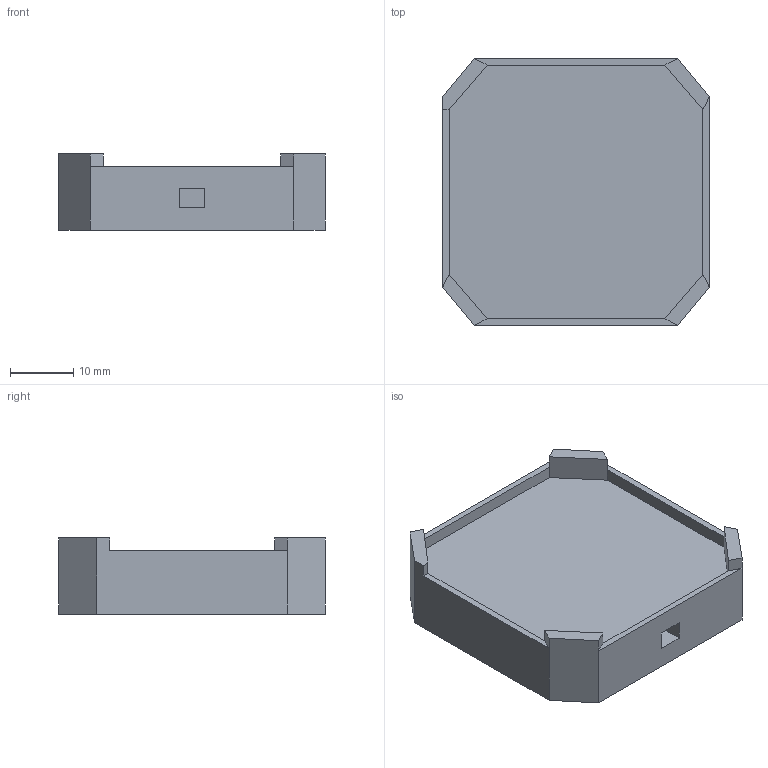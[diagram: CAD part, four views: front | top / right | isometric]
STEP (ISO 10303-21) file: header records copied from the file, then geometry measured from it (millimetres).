
FILE_DESCRIPTION (( 'STEP AP214' ), '1' );
FILE_NAME ('Base motor.step', '2019-11-11T12:24:47', ( '' ), ( '' ), 'SwSTEP 2.0', 'SolidWorks 2019', '' );
FILE_SCHEMA (( 'AUTOMOTIVE_DESIGN' ));
Length unit declared in the file: millimetre
Products named in the file (1): Base motor
Bounding box: 42 x 42 x 12 mm (x, y, z)
Volume: 13994.6 mm3; surface area: 5641.6 mm2
Topology: 1 solids, 1 shells, 51 faces, 117 edges, 73 vertices
Faces by surface type: plane 43, cylinder 8
Entity records: 1496 total; most frequent: CARTESIAN_POINT 242, DIRECTION 237, ORIENTED_EDGE 234, EDGE_CURVE 117, LINE 101, VECTOR 101, VERTEX_POINT 73, AXIS2_PLACEMENT_3D 68
